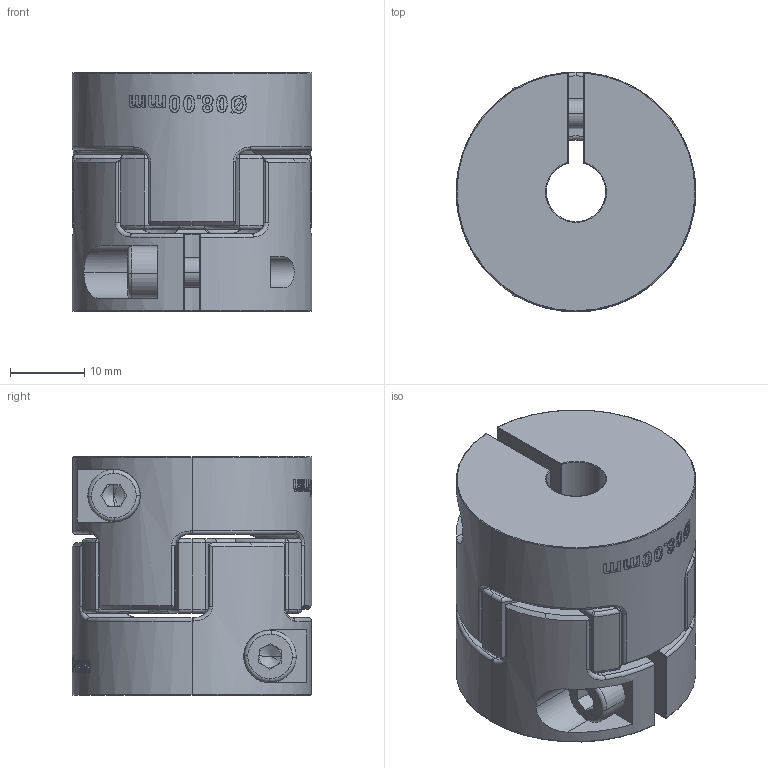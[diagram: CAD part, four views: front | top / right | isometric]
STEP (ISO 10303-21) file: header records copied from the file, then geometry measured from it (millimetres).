
FILE_DESCRIPTION(('HOOPS Exchange Step'),'2;1');
FILE_NAME('export-5359E1F1-B897-4470-B4DD-FF5F1266B588.stp','2021-09-13T09:49:08+02:00',('User'),('Alibre'),'HOOPS Exchange 2020.1','Alibre','Unknown authorisation');
FILE_SCHEMA( ('AP242_MANAGED_MODEL_BASED_3D_ENGINEERING_MIM_LF {1 0 10303 442 1 1 4 }') );
Length unit declared in the file: millimetre
Products named in the file (5): 1491 HUB ShaftCoupler DCNC-D32-L32-B14.00mm; 1488 HUB ShaftCoupler DCNC-D32-L32-B8.00mm; 1332 SPIDER DCNC-D32-L32 (A-red) 98Sh A (high damping); 813 DIN 912 metric bolts M4x12; HUB shaftcoupler DCNC-D32-L32 Assembly example
Assembly tree (5 placements, depth 2):
  HUB shaftcoupler DCNC-D32-L32 Assembly example
    1491 HUB ShaftCoupler DCNC-D32-L32-B14.00mm
    1488 HUB ShaftCoupler DCNC-D32-L32-B8.00mm
    1332 SPIDER DCNC-D32-L32 (A-red) 98Sh A (high damping)
    813 DIN 912 metric bolts M4x12  x2
Bounding box: 32.2 x 32.2 x 32 mm (x, y, z)
Volume: 20552.2 mm3; surface area: 11164.1 mm2
Topology: 5 solids, 5 shells, 792 faces, 2091 edges, 1319 vertices
Faces by surface type: bspline 273, cylinder 176, plane 151, torus 124, cone 56, sphere 12
Entity records: 46079 total; most frequent: CARTESIAN_POINT 29474, ORIENTED_EDGE 4030, DIRECTION 2493, EDGE_CURVE 2015, VERTEX_POINT 1288, B_SPLINE_CURVE_WITH_KNOTS 1064, AXIS2_PLACEMENT_3D 1030, EDGE_LOOP 815
